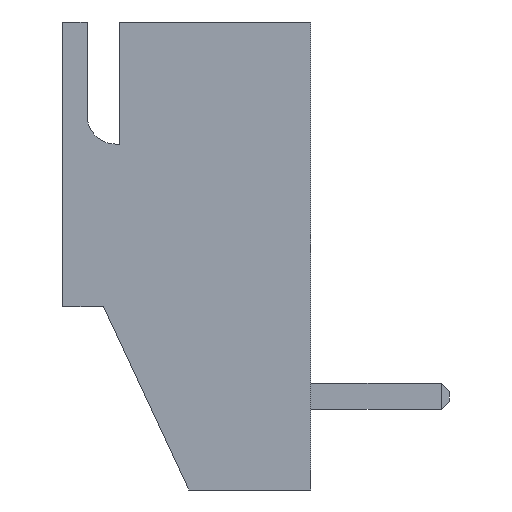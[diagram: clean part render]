
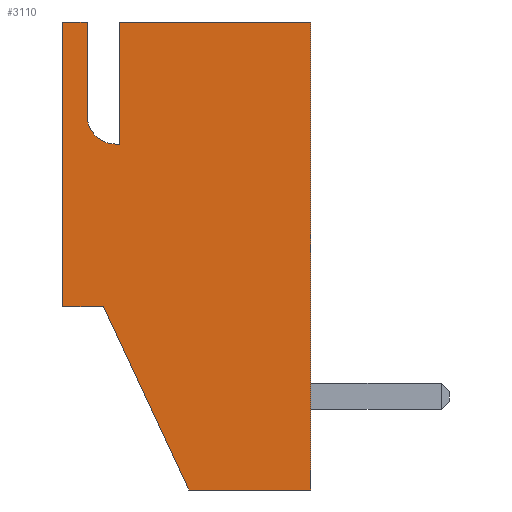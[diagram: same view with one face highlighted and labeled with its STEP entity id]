
A CAD part, left-side view. The second image highlights one B-rep face of the part: STEP entity #3110.
In plain terms, the highlighted planar face has unit normal (-1, 0, 0).
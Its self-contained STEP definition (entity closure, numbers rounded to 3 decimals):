
#46=CIRCLE('',#3303,0.7);
#116=FACE_OUTER_BOUND('',#292,.T.);
#292=EDGE_LOOP('',(#2209,#2210,#2211,#2212,#2213,#2214,#2215,#2216,#2217,
#2218,#2219));
#492=LINE('',#4414,#910);
#496=LINE('',#4422,#914);
#498=LINE('',#4427,#916);
#506=LINE('',#4444,#924);
#523=LINE('',#4481,#941);
#556=LINE('',#4552,#974);
#560=LINE('',#4562,#978);
#561=LINE('',#4564,#979);
#562=LINE('',#4566,#980);
#563=LINE('',#4567,#981);
#910=VECTOR('',#3545,10.);
#914=VECTOR('',#3553,10.);
#916=VECTOR('',#3557,10.);
#924=VECTOR('',#3569,10.);
#941=VECTOR('',#3608,10.);
#974=VECTOR('',#3663,10.);
#978=VECTOR('',#3675,10.);
#979=VECTOR('',#3678,10.);
#980=VECTOR('',#3679,10.);
#981=VECTOR('',#3680,10.);
#1327=VERTEX_POINT('',#4411);
#1328=VERTEX_POINT('',#4413);
#1330=VERTEX_POINT('',#4421);
#1331=VERTEX_POINT('',#4425);
#1332=VERTEX_POINT('',#4426);
#1339=VERTEX_POINT('',#4443);
#1348=VERTEX_POINT('',#4480);
#1374=VERTEX_POINT('',#4549);
#1375=VERTEX_POINT('',#4551);
#1377=VERTEX_POINT('',#4557);
#1378=VERTEX_POINT('',#4565);
#1620=EDGE_CURVE('',#1328,#1327,#492,.T.);
#1624=EDGE_CURVE('',#1330,#1328,#496,.T.);
#1626=EDGE_CURVE('',#1331,#1332,#498,.T.);
#1634=EDGE_CURVE('',#1332,#1339,#506,.T.);
#1653=EDGE_CURVE('',#1348,#1330,#523,.T.);
#1688=EDGE_CURVE('',#1375,#1374,#556,.T.);
#1691=EDGE_CURVE('',#1377,#1348,#46,.T.);
#1694=EDGE_CURVE('',#1374,#1377,#560,.T.);
#1695=EDGE_CURVE('',#1327,#1331,#561,.T.);
#1696=EDGE_CURVE('',#1339,#1378,#562,.T.);
#1697=EDGE_CURVE('',#1378,#1375,#563,.T.);
#2209=ORIENTED_EDGE('',*,*,#1688,.T.);
#2210=ORIENTED_EDGE('',*,*,#1694,.T.);
#2211=ORIENTED_EDGE('',*,*,#1691,.T.);
#2212=ORIENTED_EDGE('',*,*,#1653,.T.);
#2213=ORIENTED_EDGE('',*,*,#1624,.T.);
#2214=ORIENTED_EDGE('',*,*,#1620,.T.);
#2215=ORIENTED_EDGE('',*,*,#1695,.T.);
#2216=ORIENTED_EDGE('',*,*,#1626,.T.);
#2217=ORIENTED_EDGE('',*,*,#1634,.T.);
#2218=ORIENTED_EDGE('',*,*,#1696,.T.);
#2219=ORIENTED_EDGE('',*,*,#1697,.T.);
#2944=PLANE('',#3305);
#3110=ADVANCED_FACE('',(#116),#2944,.T.);
#3303=AXIS2_PLACEMENT_3D('',#4558,#3669,#3670);
#3305=AXIS2_PLACEMENT_3D('',#4563,#3676,#3677);
#3545=DIRECTION('',(0.,0.,-1.));
#3553=DIRECTION('',(0.,1.,0.));
#3557=DIRECTION('',(0.,-0.423,-0.906));
#3569=DIRECTION('',(0.,-1.,0.));
#3608=DIRECTION('',(0.,0.,1.));
#3663=DIRECTION('',(0.,0.,-1.));
#3669=DIRECTION('center_axis',(1.,0.,0.));
#3670=DIRECTION('ref_axis',(0.,0.,-1.));
#3675=DIRECTION('',(0.,1.,0.));
#3676=DIRECTION('center_axis',(-1.,0.,0.));
#3677=DIRECTION('ref_axis',(0.,0.,1.));
#3678=DIRECTION('',(0.,-1.,0.));
#3679=DIRECTION('',(0.,0.,1.));
#3680=DIRECTION('',(0.,1.,0.));
#4411=CARTESIAN_POINT('',(-7.45,6.1,-7.));
#4413=CARTESIAN_POINT('',(-7.45,6.1,0.));
#4414=CARTESIAN_POINT('',(-7.45,6.1,0.));
#4421=CARTESIAN_POINT('',(-7.45,5.5,0.));
#4422=CARTESIAN_POINT('',(-7.45,0.,0.));
#4425=CARTESIAN_POINT('',(-7.45,5.1,-7.));
#4426=CARTESIAN_POINT('',(-7.45,3.,-11.5));
#4427=CARTESIAN_POINT('',(-7.45,5.1,-7.));
#4443=CARTESIAN_POINT('',(-7.45,0.,-11.5));
#4444=CARTESIAN_POINT('',(-7.45,3.,-11.5));
#4480=CARTESIAN_POINT('',(-7.45,5.5,-2.3));
#4481=CARTESIAN_POINT('',(-7.45,5.5,-5.25));
#4549=CARTESIAN_POINT('',(-7.45,4.7,-3.));
#4551=CARTESIAN_POINT('',(-7.45,4.7,0.));
#4552=CARTESIAN_POINT('',(-7.45,4.7,-3.25));
#4557=CARTESIAN_POINT('',(-7.45,4.8,-3.));
#4558=CARTESIAN_POINT('Origin',(-7.45,4.8,-2.3));
#4562=CARTESIAN_POINT('',(-7.45,3.925,-3.));
#4563=CARTESIAN_POINT('Origin',(-7.45,3.05,-3.5));
#4564=CARTESIAN_POINT('',(-7.45,6.1,-7.));
#4565=CARTESIAN_POINT('',(-7.45,0.,0.));
#4566=CARTESIAN_POINT('',(-7.45,0.,-11.5));
#4567=CARTESIAN_POINT('',(-7.45,0.,0.));
